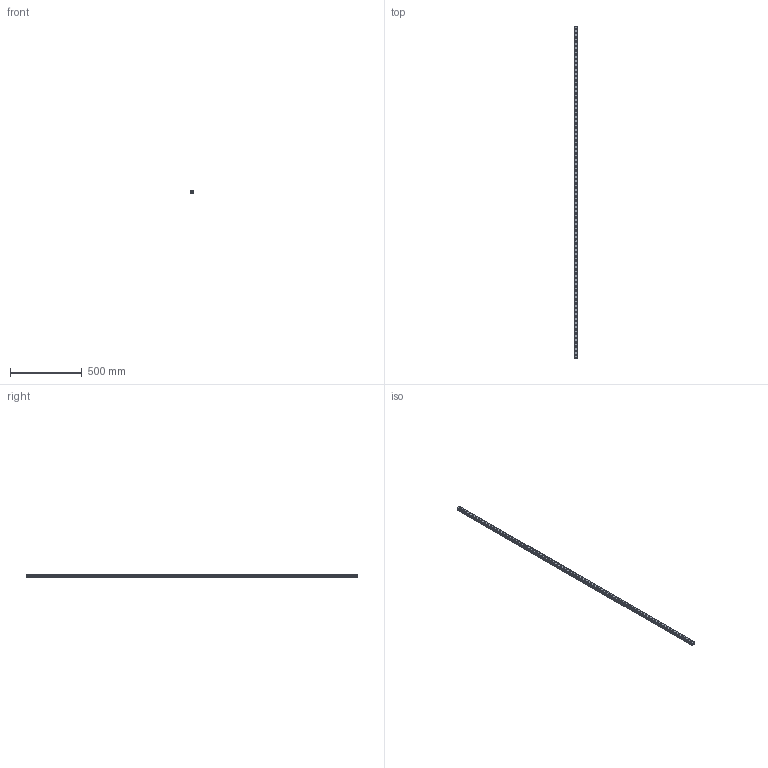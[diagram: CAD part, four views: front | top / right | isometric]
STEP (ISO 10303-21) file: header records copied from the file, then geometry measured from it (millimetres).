
FILE_DESCRIPTION(('STEP AP214'),'1');
FILE_NAME('cctmp_0496DABE-8B85-4CAC-8EF7-E757EBCBF157_2021_03_11_10_00_38_0821..stp','2021-03-11T09:00:39',('HIWIN GmbH'),('CADClick - www.CADClick.com'),'Spatial InterOp 3D',' ','unknown authorization');
FILE_SCHEMA(('AUTOMOTIVE_DESIGN'));
Length unit declared in the file: millimetre
Products named in the file (1): RGR25R2320H_FILE
Bounding box: 23 x 2320 x 23.6 mm (x, y, z)
Volume: 930806 mm3; surface area: 287856.2 mm2
Topology: 1 solids, 1 shells, 810 faces, 1719 edges, 1146 vertices
Faces by surface type: cylinder 480, plane 330
Entity records: 28747 total; most frequent: DIRECTION 4301, CARTESIAN_POINT 3676, ORIENTED_EDGE 3438, AXIS2_PLACEMENT_3D 1771, EDGE_CURVE 1719, VERTEX_POINT 1146, EDGE_LOOP 1045, CIRCLE 960
